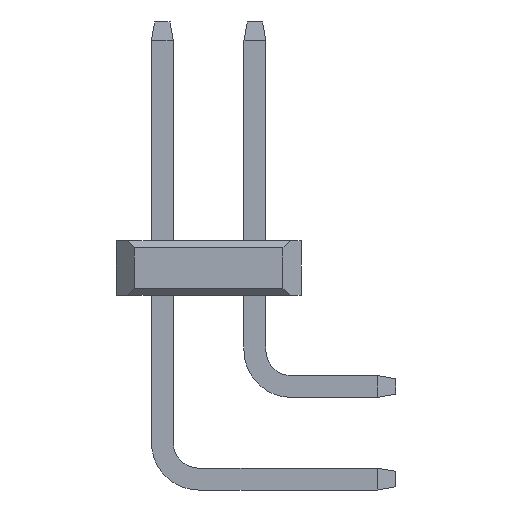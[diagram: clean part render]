
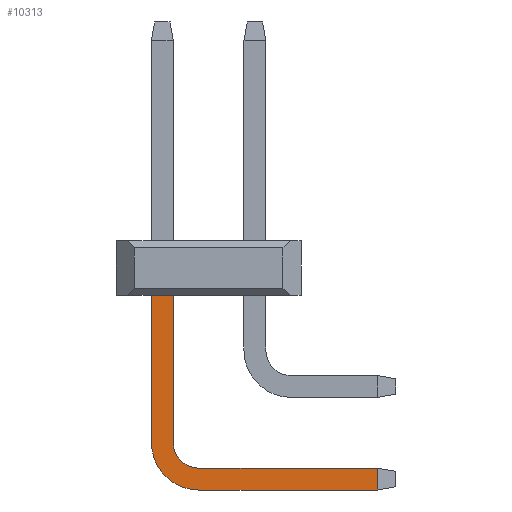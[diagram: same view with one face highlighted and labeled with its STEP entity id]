
A CAD part, left-side view. The second image highlights one B-rep face of the part: STEP entity #10313.
In plain terms, the highlighted planar face has unit normal (-1, 0, 0).
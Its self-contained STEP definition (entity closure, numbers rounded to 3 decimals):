
#3168 = VERTEX_POINT ( 'NONE', #12957 ) ;
#3174 = EDGE_CURVE ( 'NONE', #3168, #3183, #13006, .T. ) ;
#3183 = VERTEX_POINT ( 'NONE', #12993 ) ;
#10213 = VERTEX_POINT ( 'NONE', #15725 ) ;
#10215 = EDGE_CURVE ( 'NONE', #10213, #10267, #15723, .T. ) ;
#10255 = EDGE_CURVE ( 'NONE', #10256, #10257, #15845, .T. ) ;
#10256 = VERTEX_POINT ( 'NONE', #15841 ) ;
#10257 = VERTEX_POINT ( 'NONE', #15899 ) ;
#10267 = VERTEX_POINT ( 'NONE', #15923 ) ;
#10273 = EDGE_CURVE ( 'NONE', #10267, #10274, #15956, .T. ) ;
#10274 = VERTEX_POINT ( 'NONE', #15947 ) ;
#10297 = ORIENTED_EDGE ( 'NONE', *, *, #10309, .F. ) ;
#10298 = ORIENTED_EDGE ( 'NONE', *, *, #3174, .F. ) ;
#10299 = ORIENTED_EDGE ( 'NONE', *, *, #10300, .F. ) ;
#10300 = EDGE_CURVE ( 'NONE', #10274, #3168, #16002, .T. ) ;
#10301 = ORIENTED_EDGE ( 'NONE', *, *, #10273, .F. ) ;
#10309 = EDGE_CURVE ( 'NONE', #3183, #10323, #16032, .T. ) ;
#10313 = ADVANCED_FACE ( 'NONE', ( #16023 ), #16059, .F. ) ;
#10314 = EDGE_LOOP ( 'NONE', ( #10315, #10316, #10318, #10319, #10297, #10298, #10299, #10301 ) ) ;
#10315 = ORIENTED_EDGE ( 'NONE', *, *, #10215, .F. ) ;
#10316 = ORIENTED_EDGE ( 'NONE', *, *, #10317, .T. ) ;
#10317 = EDGE_CURVE ( 'NONE', #10213, #10257, #16054, .T. ) ;
#10318 = ORIENTED_EDGE ( 'NONE', *, *, #10255, .F. ) ;
#10319 = ORIENTED_EDGE ( 'NONE', *, *, #10322, .F. ) ;
#10322 = EDGE_CURVE ( 'NONE', #10323, #10256, #16050, .T. ) ;
#10323 = VERTEX_POINT ( 'NONE', #16045 ) ;
#12957 = CARTESIAN_POINT ( 'NONE',  ( -18.08, 4.11, 5.04 ) ) ;
#12993 = CARTESIAN_POINT ( 'NONE',  ( -18.08, 3.51, 5.04 ) ) ;
#13000 = DIRECTION ( 'NONE',  ( 0., -1., 0. ) ) ;
#13001 = VECTOR ( 'NONE', #13000, 1000. ) ;
#13002 = CARTESIAN_POINT ( 'NONE',  ( -18.08, 5.08, 5.04 ) ) ;
#13006 = LINE ( 'NONE', #13002, #13001 ) ;
#15720 = DIRECTION ( 'NONE',  ( 0., 1., 0. ) ) ;
#15721 = VECTOR ( 'NONE', #15720, 1000. ) ;
#15722 = CARTESIAN_POINT ( 'NONE',  ( -18.08, -2.6, -0.3 ) ) ;
#15723 = LINE ( 'NONE', #15722, #15721 ) ;
#15725 = CARTESIAN_POINT ( 'NONE',  ( -18.08, -2.1, -0.3 ) ) ;
#15841 = CARTESIAN_POINT ( 'NONE',  ( -18.08, 2.81, 0.3 ) ) ;
#15842 = DIRECTION ( 'NONE',  ( 0., -1., 0. ) ) ;
#15843 = VECTOR ( 'NONE', #15842, 1000. ) ;
#15844 = CARTESIAN_POINT ( 'NONE',  ( -18.08, -2.6, 0.3 ) ) ;
#15845 = LINE ( 'NONE', #15844, #15843 ) ;
#15899 = CARTESIAN_POINT ( 'NONE',  ( -18.08, -2.1, 0.3 ) ) ;
#15923 = CARTESIAN_POINT ( 'NONE',  ( -18.08, 2.81, -0.3 ) ) ;
#15947 = CARTESIAN_POINT ( 'NONE',  ( -18.08, 4.11, 1. ) ) ;
#15948 = DIRECTION ( 'NONE',  ( 0., 0., -1. ) ) ;
#15949 = DIRECTION ( 'NONE',  ( 1., 0., 0. ) ) ;
#15950 = CARTESIAN_POINT ( 'NONE',  ( -18.08, 2.81, 1. ) ) ;
#15951 = AXIS2_PLACEMENT_3D ( 'NONE', #15950, #15949, #15948 ) ;
#15956 = CIRCLE ( 'NONE', #15951, 1.3 ) ;
#15998 = DIRECTION ( 'NONE',  ( 0., 0., 1. ) ) ;
#15999 = VECTOR ( 'NONE', #15998, 1000. ) ;
#16000 = CARTESIAN_POINT ( 'NONE',  ( -18.08, 4.11, 1. ) ) ;
#16002 = LINE ( 'NONE', #16000, #15999 ) ;
#16023 = FACE_OUTER_BOUND ( 'NONE', #10314, .T. ) ;
#16029 = DIRECTION ( 'NONE',  ( 0., 0., -1. ) ) ;
#16030 = VECTOR ( 'NONE', #16029, 1000. ) ;
#16031 = CARTESIAN_POINT ( 'NONE',  ( -18.08, 3.51, 1. ) ) ;
#16032 = LINE ( 'NONE', #16031, #16030 ) ;
#16045 = CARTESIAN_POINT ( 'NONE',  ( -18.08, 3.51, 1. ) ) ;
#16046 = DIRECTION ( 'NONE',  ( 0., 0., -1. ) ) ;
#16047 = DIRECTION ( 'NONE',  ( -1., 0., 0. ) ) ;
#16048 = CARTESIAN_POINT ( 'NONE',  ( -18.08, 2.81, 1. ) ) ;
#16049 = AXIS2_PLACEMENT_3D ( 'NONE', #16048, #16047, #16046 ) ;
#16050 = CIRCLE ( 'NONE', #16049, 0.7 ) ;
#16051 = DIRECTION ( 'NONE',  ( 0., 0., 1. ) ) ;
#16052 = VECTOR ( 'NONE', #16051, 1000. ) ;
#16053 = CARTESIAN_POINT ( 'NONE',  ( -18.08, -2.1, 1. ) ) ;
#16054 = LINE ( 'NONE', #16053, #16052 ) ;
#16055 = DIRECTION ( 'NONE',  ( 0., 0., -1. ) ) ;
#16056 = DIRECTION ( 'NONE',  ( 1., 0., 0. ) ) ;
#16057 = CARTESIAN_POINT ( 'NONE',  ( -18.08, 2.81, 1. ) ) ;
#16058 = AXIS2_PLACEMENT_3D ( 'NONE', #16057, #16056, #16055 ) ;
#16059 = PLANE ( 'NONE',  #16058 ) ;
